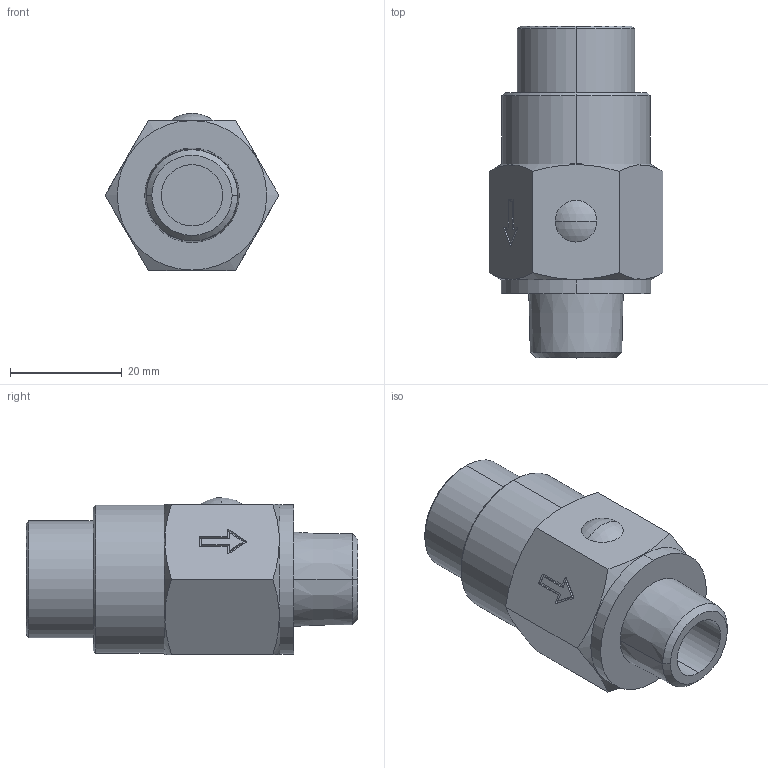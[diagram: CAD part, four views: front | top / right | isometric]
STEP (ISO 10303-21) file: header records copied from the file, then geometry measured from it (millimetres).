
FILE_DESCRIPTION(( 'MV.22.00.38.STEP' ), '1');
FILE_NAME( 'MV.22.00.38.STEP', '2018-10-04T12:34:20',( 'Sopra'),('sopra-pneumatic.com'), 'SwSTEP 2.0','SolidWorks 2009','' );
FILE_SCHEMA (( 'CONFIG_CONTROL_DESIGN' ));
Length unit declared in the file: millimetre
Products named in the file (1): 04120003
Bounding box: 31.18 x 59.5 x 28.19 mm (x, y, z)
Volume: 24868.6 mm3; surface area: 6749.1 mm2
Topology: 1 solids, 5 shells, 84 faces, 190 edges, 123 vertices
Faces by surface type: plane 34, cylinder 32, cone 16, sphere 2
Entity records: 2553 total; most frequent: CARTESIAN_POINT 594, DIRECTION 394, ORIENTED_EDGE 380, EDGE_CURVE 190, AXIS2_PLACEMENT_3D 151, VERTEX_POINT 123, LINE 92, VECTOR 92
